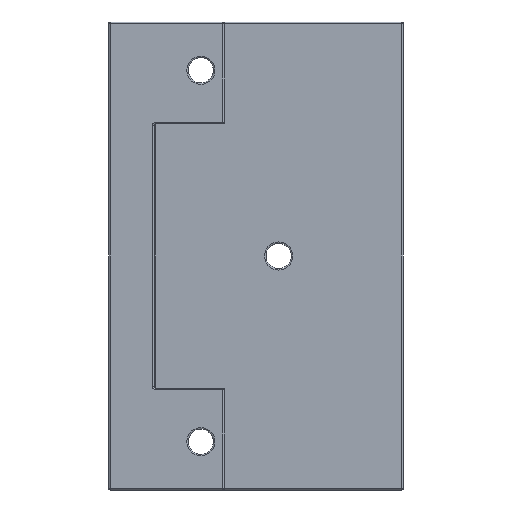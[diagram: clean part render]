
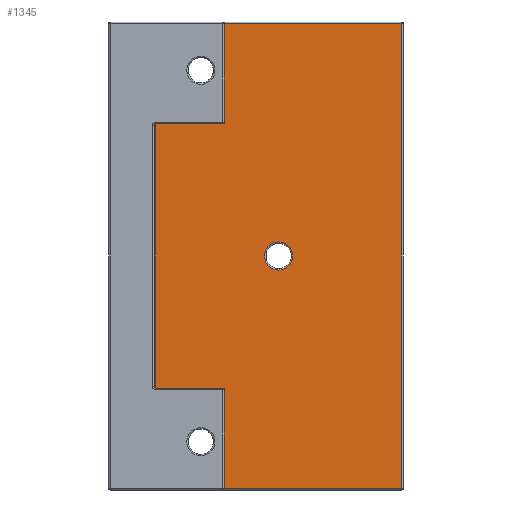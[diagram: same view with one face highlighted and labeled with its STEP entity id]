
A CAD part, left-side view. The second image highlights one B-rep face of the part: STEP entity #1345.
In plain terms, the highlighted planar face has unit normal (-1, 0, 0).
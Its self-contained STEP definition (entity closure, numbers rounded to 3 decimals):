
#21=FACE_BOUND('',#416,.T.);
#22=FACE_BOUND('',#417,.T.);
#23=FACE_BOUND('',#418,.T.);
#33=PLANE('',#1534);
#81=LINE('',#2299,#158);
#83=LINE('',#2311,#160);
#87=LINE('',#2317,#164);
#93=LINE('',#2326,#170);
#158=VECTOR('',#1839,10.);
#160=VECTOR('',#1853,10.);
#164=VECTOR('',#1861,10.);
#170=VECTOR('',#1873,10.);
#320=FACE_OUTER_BOUND('',#415,.T.);
#415=EDGE_LOOP('',(#1147,#1148,#1149,#1150));
#416=EDGE_LOOP('',(#1151));
#417=EDGE_LOOP('',(#1152));
#418=EDGE_LOOP('',(#1153));
#526=CIRCLE('',#1535,1.866);
#527=CIRCLE('',#1536,1.866);
#528=CIRCLE('',#1537,1.866);
#619=VERTEX_POINT('',#2247);
#626=VERTEX_POINT('',#2269);
#633=VERTEX_POINT('',#2288);
#636=VERTEX_POINT('',#2302);
#646=VERTEX_POINT('',#2400);
#647=VERTEX_POINT('',#2402);
#648=VERTEX_POINT('',#2404);
#770=EDGE_CURVE('',#619,#633,#81,.T.);
#776=EDGE_CURVE('',#636,#626,#83,.T.);
#780=EDGE_CURVE('',#633,#636,#87,.T.);
#786=EDGE_CURVE('',#626,#619,#93,.T.);
#828=EDGE_CURVE('',#646,#646,#526,.T.);
#829=EDGE_CURVE('',#647,#647,#527,.T.);
#830=EDGE_CURVE('',#648,#648,#528,.T.);
#1147=ORIENTED_EDGE('',*,*,#776,.F.);
#1148=ORIENTED_EDGE('',*,*,#780,.F.);
#1149=ORIENTED_EDGE('',*,*,#770,.F.);
#1150=ORIENTED_EDGE('',*,*,#786,.F.);
#1151=ORIENTED_EDGE('',*,*,#828,.F.);
#1152=ORIENTED_EDGE('',*,*,#829,.F.);
#1153=ORIENTED_EDGE('',*,*,#830,.F.);
#1345=ADVANCED_FACE('',(#320,#21,#22,#23),#33,.T.);
#1534=AXIS2_PLACEMENT_3D('',#2399,#1971,#1972);
#1535=AXIS2_PLACEMENT_3D('',#2401,#1973,#1974);
#1536=AXIS2_PLACEMENT_3D('',#2403,#1975,#1976);
#1537=AXIS2_PLACEMENT_3D('',#2405,#1977,#1978);
#1839=DIRECTION('',(0.,1.,0.));
#1853=DIRECTION('',(0.,-1.,0.));
#1861=DIRECTION('',(0.,0.,1.));
#1873=DIRECTION('',(0.,0.,-1.));
#1971=DIRECTION('center_axis',(-1.,0.,0.));
#1972=DIRECTION('ref_axis',(0.,0.,1.));
#1973=DIRECTION('center_axis',(-1.,0.,0.));
#1974=DIRECTION('ref_axis',(0.,1.,0.));
#1975=DIRECTION('center_axis',(-1.,0.,0.));
#1976=DIRECTION('ref_axis',(0.,-1.,0.));
#1977=DIRECTION('center_axis',(-1.,0.,0.));
#1978=DIRECTION('ref_axis',(0.,-1.,0.));
#2247=CARTESIAN_POINT('',(-6.,-16.3,-30.8));
#2269=CARTESIAN_POINT('',(-6.,-16.3,30.8));
#2288=CARTESIAN_POINT('',(-6.,16.3,-30.8));
#2299=CARTESIAN_POINT('',(-6.,8.25,-30.8));
#2302=CARTESIAN_POINT('',(-6.,16.3,30.8));
#2311=CARTESIAN_POINT('',(-6.,-8.25,30.8));
#2317=CARTESIAN_POINT('',(-6.,16.3,-15.5));
#2326=CARTESIAN_POINT('',(-6.,-16.3,-15.5));
#2399=CARTESIAN_POINT('Origin',(-6.,0.,0.));
#2400=CARTESIAN_POINT('',(-6.,0.,1.866));
#2401=CARTESIAN_POINT('Origin',(-6.,0.,0.));
#2402=CARTESIAN_POINT('',(-6.,10.3,26.472));
#2403=CARTESIAN_POINT('Origin',(-6.,10.3,24.606));
#2404=CARTESIAN_POINT('',(-6.,10.3,-22.74));
#2405=CARTESIAN_POINT('Origin',(-6.,10.3,-24.606));
